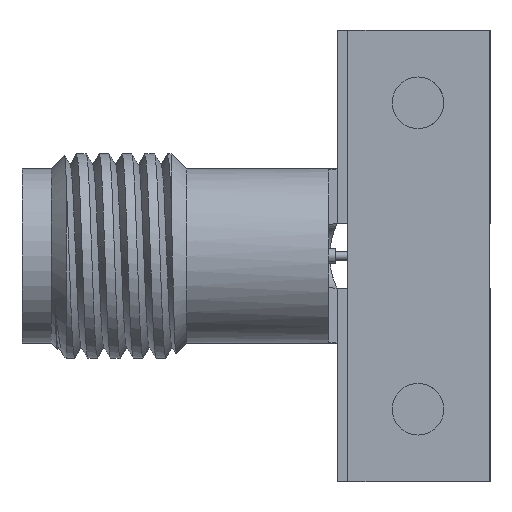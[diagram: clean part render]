
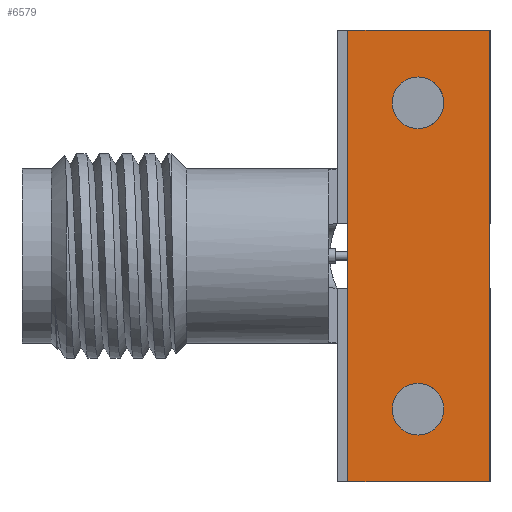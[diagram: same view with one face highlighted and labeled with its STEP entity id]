
A CAD part, front view. The second image highlights one B-rep face of the part: STEP entity #6579.
In plain terms, the highlighted planar face has unit normal (0, -1, 0).
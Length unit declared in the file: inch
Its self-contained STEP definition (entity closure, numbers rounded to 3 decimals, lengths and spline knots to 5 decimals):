
#30 = VERTEX_POINT ( 'NONE', #747 ) ;
#127 = ORIENTED_EDGE ( 'NONE', *, *, #6546, .T. ) ;
#161 = CARTESIAN_POINT ( 'NONE',  ( 0.48332, -0.236, -0.18701 ) ) ;
#176 = FACE_OUTER_BOUND ( 'NONE', #879, .T. ) ;
#179 = DIRECTION ( 'NONE',  ( 0., 0., 1. ) ) ;
#210 = FACE_BOUND ( 'NONE', #2128, .T. ) ;
#220 = CIRCLE ( 'NONE', #4072, 0.0315 ) ;
#263 = CARTESIAN_POINT ( 'NONE',  ( 0.39769, -0.236, -0.2755 ) ) ;
#302 = CARTESIAN_POINT ( 'NONE',  ( 0.39769, -0.236, -0.2755 ) ) ;
#385 = VECTOR ( 'NONE', #868, 39.37008 ) ;
#395 = EDGE_CURVE ( 'NONE', #30, #5308, #6513, .T. ) ;
#553 = ORIENTED_EDGE ( 'NONE', *, *, #3340, .F. ) ;
#581 = VERTEX_POINT ( 'NONE', #1542 ) ;
#747 = CARTESIAN_POINT ( 'NONE',  ( 0.57069, -0.236, 0.2755 ) ) ;
#843 = ORIENTED_EDGE ( 'NONE', *, *, #395, .T. ) ;
#868 = DIRECTION ( 'NONE',  ( 0., 0., -1. ) ) ;
#879 = EDGE_LOOP ( 'NONE', ( #843, #1035, #3270, #553 ) ) ;
#913 = ORIENTED_EDGE ( 'NONE', *, *, #2874, .T. ) ;
#970 = CARTESIAN_POINT ( 'NONE',  ( 0.57069, -0.236, -0.2755 ) ) ;
#1035 = ORIENTED_EDGE ( 'NONE', *, *, #2199, .F. ) ;
#1133 = DIRECTION ( 'NONE',  ( 0., 0., 1. ) ) ;
#1268 = CARTESIAN_POINT ( 'NONE',  ( 0.57069, -0.236, -0.2755 ) ) ;
#1297 = VECTOR ( 'NONE', #4401, 39.37008 ) ;
#1342 = DIRECTION ( 'NONE',  ( 0., 0., 1. ) ) ;
#1351 = DIRECTION ( 'NONE',  ( 0., 0., 1. ) ) ;
#1418 = EDGE_CURVE ( 'NONE', #581, #5313, #1654, .T. ) ;
#1440 = DIRECTION ( 'NONE',  ( 0., 1., 0. ) ) ;
#1542 = CARTESIAN_POINT ( 'NONE',  ( 0.48332, -0.236, -0.2185 ) ) ;
#1654 = CIRCLE ( 'NONE', #4831, 0.0315 ) ;
#1808 = CARTESIAN_POINT ( 'NONE',  ( 0.48332, -0.236, -0.18701 ) ) ;
#1833 = VERTEX_POINT ( 'NONE', #2172 ) ;
#1865 = PLANE ( 'NONE',  #2318 ) ;
#2128 = EDGE_LOOP ( 'NONE', ( #6733, #127 ) ) ;
#2152 = EDGE_CURVE ( 'NONE', #2558, #1833, #5042, .T. ) ;
#2172 = CARTESIAN_POINT ( 'NONE',  ( 0.48332, -0.236, 0.1555 ) ) ;
#2199 = EDGE_CURVE ( 'NONE', #5243, #5308, #6616, .T. ) ;
#2318 = AXIS2_PLACEMENT_3D ( 'NONE', #4928, #4427, #1351 ) ;
#2546 = LINE ( 'NONE', #4558, #385 ) ;
#2558 = VERTEX_POINT ( 'NONE', #4391 ) ;
#2796 = CARTESIAN_POINT ( 'NONE',  ( 0.57069, -0.236, 0.2755 ) ) ;
#2874 = EDGE_CURVE ( 'NONE', #5313, #581, #220, .T. ) ;
#3059 = DIRECTION ( 'NONE',  ( -1., 0., 0. ) ) ;
#3270 = ORIENTED_EDGE ( 'NONE', *, *, #5003, .F. ) ;
#3340 = EDGE_CURVE ( 'NONE', #30, #5718, #2546, .T. ) ;
#3349 = CARTESIAN_POINT ( 'NONE',  ( 0.48332, -0.236, 0.18699 ) ) ;
#3625 = VECTOR ( 'NONE', #1342, 39.37008 ) ;
#3859 = VECTOR ( 'NONE', #3059, 39.37008 ) ;
#4057 = DIRECTION ( 'NONE',  ( 0., 0., 1. ) ) ;
#4072 = AXIS2_PLACEMENT_3D ( 'NONE', #1808, #4899, #179 ) ;
#4391 = CARTESIAN_POINT ( 'NONE',  ( 0.48332, -0.236, 0.21849 ) ) ;
#4401 = DIRECTION ( 'NONE',  ( -1., 0., 0. ) ) ;
#4421 = AXIS2_PLACEMENT_3D ( 'NONE', #3349, #5431, #5558 ) ;
#4427 = DIRECTION ( 'NONE',  ( 0., 1., 0. ) ) ;
#4455 = FACE_BOUND ( 'NONE', #5196, .T. ) ;
#4482 = CARTESIAN_POINT ( 'NONE',  ( 0.39769, -0.236, 0.2755 ) ) ;
#4558 = CARTESIAN_POINT ( 'NONE',  ( 0.57069, -0.236, 0.2755 ) ) ;
#4831 = AXIS2_PLACEMENT_3D ( 'NONE', #161, #6420, #1133 ) ;
#4899 = DIRECTION ( 'NONE',  ( 0., 1., 0. ) ) ;
#4928 = CARTESIAN_POINT ( 'NONE',  ( 0.57069, -0.236, 0.2755 ) ) ;
#5003 = EDGE_CURVE ( 'NONE', #5718, #5243, #6293, .T. ) ;
#5042 = CIRCLE ( 'NONE', #6603, 0.0315 ) ;
#5196 = EDGE_LOOP ( 'NONE', ( #913, #5617 ) ) ;
#5243 = VERTEX_POINT ( 'NONE', #302 ) ;
#5308 = VERTEX_POINT ( 'NONE', #4482 ) ;
#5313 = VERTEX_POINT ( 'NONE', #6589 ) ;
#5431 = DIRECTION ( 'NONE',  ( 0., 1., 0. ) ) ;
#5558 = DIRECTION ( 'NONE',  ( 0., 0., 1. ) ) ;
#5617 = ORIENTED_EDGE ( 'NONE', *, *, #1418, .T. ) ;
#5718 = VERTEX_POINT ( 'NONE', #1268 ) ;
#6068 = CARTESIAN_POINT ( 'NONE',  ( 0.48332, -0.236, 0.18699 ) ) ;
#6169 = CIRCLE ( 'NONE', #4421, 0.0315 ) ;
#6293 = LINE ( 'NONE', #970, #3859 ) ;
#6420 = DIRECTION ( 'NONE',  ( 0., 1., 0. ) ) ;
#6513 = LINE ( 'NONE', #2796, #1297 ) ;
#6546 = EDGE_CURVE ( 'NONE', #1833, #2558, #6169, .T. ) ;
#6579 = ADVANCED_FACE ( 'NONE', ( #210, #4455, #176 ), #1865, .F. ) ;
#6589 = CARTESIAN_POINT ( 'NONE',  ( 0.48332, -0.236, -0.15551 ) ) ;
#6603 = AXIS2_PLACEMENT_3D ( 'NONE', #6068, #1440, #4057 ) ;
#6616 = LINE ( 'NONE', #263, #3625 ) ;
#6733 = ORIENTED_EDGE ( 'NONE', *, *, #2152, .T. ) ;
